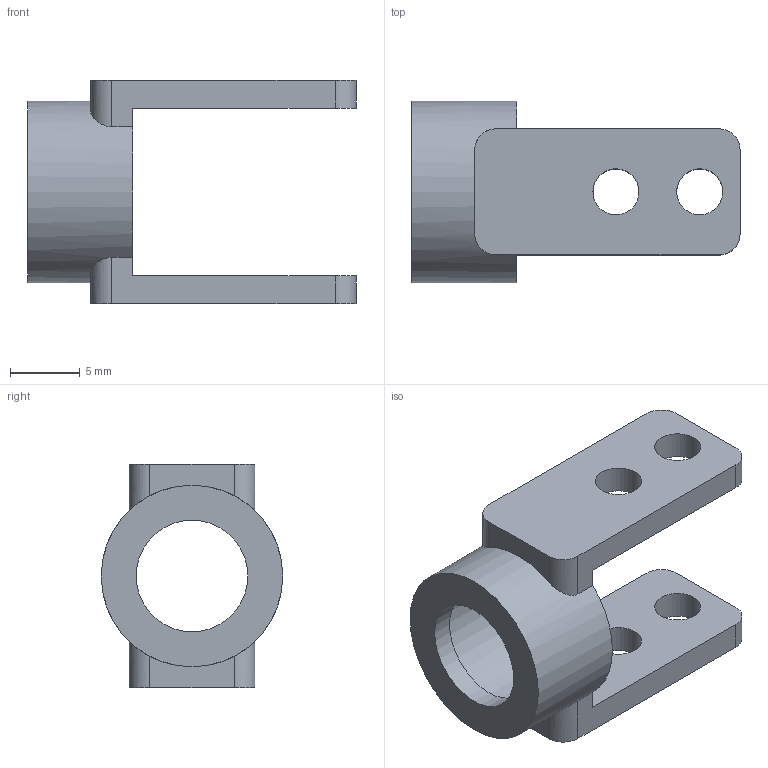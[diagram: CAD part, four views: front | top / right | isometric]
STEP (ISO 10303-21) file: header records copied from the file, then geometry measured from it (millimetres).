
FILE_DESCRIPTION(/* description */ (''),/* implementation_level */ '2;1');
FILE_NAME(/* name */ 'rotation circle_360 degree.step',/* time_stamp */ '2024-03-18T13:21:34+09:00',/* author */ (''),/* organization */ (''),/* preprocessor_version */ 'ST-DEVELOPER v20',/* originating_system */ 'Autodesk Translation Framework v12.20.1.177',/* authorisation */ '');
FILE_SCHEMA (('AUTOMOTIVE_DESIGN { 1 0 10303 214 3 1 1 }'));
Length unit declared in the file: millimetre
Products named in the file (1): bearing_circle
Bounding box: 23.5 x 13 x 16 mm (x, y, z)
Volume: 1041.2 mm3; surface area: 1512.6 mm2
Topology: 1 solids, 1 shells, 30 faces, 81 edges, 54 vertices
Faces by surface type: cylinder 15, plane 15
Full cylindrical faces by diameter (mm): 3.3 x4, 8 x1, 10.2 x1, 13 x1
Entity records: 1044 total; most frequent: CARTESIAN_POINT 210, DIRECTION 169, ORIENTED_EDGE 162, EDGE_CURVE 81, AXIS2_PLACEMENT_3D 61, VERTEX_POINT 54, LINE 47, VECTOR 47
